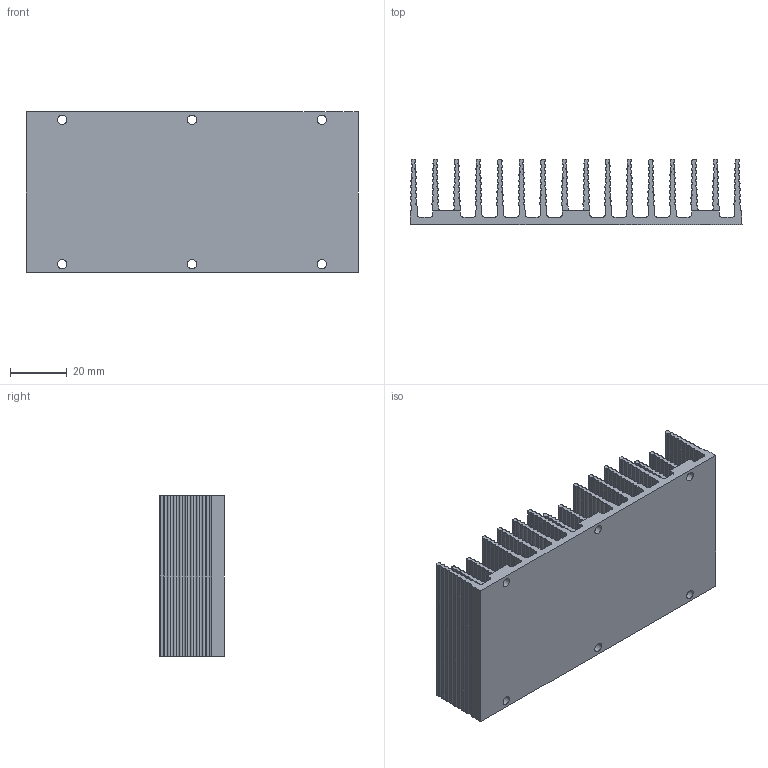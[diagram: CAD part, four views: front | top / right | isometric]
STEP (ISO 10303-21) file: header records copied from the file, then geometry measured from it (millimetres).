
FILE_DESCRIPTION (( 'STEP AP214' ), '1' );
FILE_NAME ('30723r3.STEP', '2011-06-30T14:55:10', ( 'Vicor User' ), ( 'Microsoft' ), 'SwSTEP 2.0', 'SolidWorks 2010', '' );
FILE_SCHEMA (( 'AUTOMOTIVE_DESIGN' ));
Length unit declared in the file: millimetre
Products named in the file (1): 30723r3
Bounding box: 116.84 x 22.88 x 56.39 mm (x, y, z)
Volume: 47803 mm3; surface area: 50045.7 mm2
Topology: 1 solids, 1 shells, 706 faces, 2112 edges, 1408 vertices
Faces by surface type: cylinder 582, plane 124
Full cylindrical faces by diameter (mm): 3.264 x6
Entity records: 32226 total; most frequent: DIRECTION 4672, CARTESIAN_POINT 4257, ORIENTED_EDGE 4212, EDGE_CURVE 2106, AXIS2_PLACEMENT_3D 1871, VERTEX_POINT 1408, CIRCLE 1164, LINE 930
